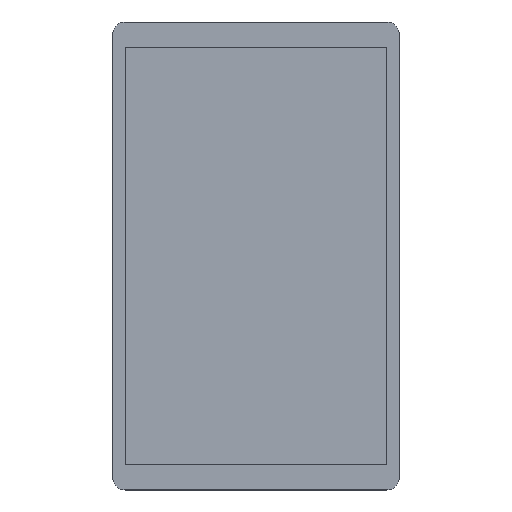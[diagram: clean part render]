
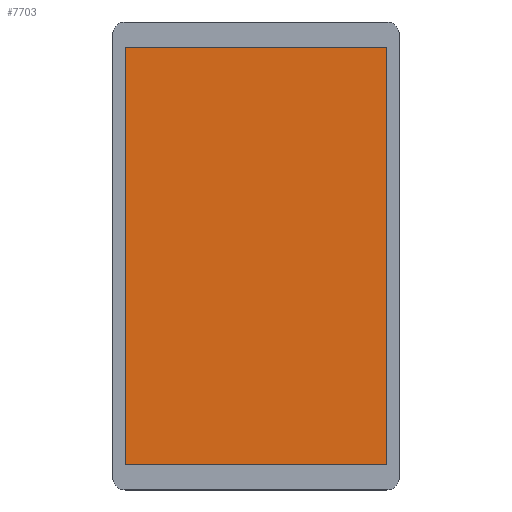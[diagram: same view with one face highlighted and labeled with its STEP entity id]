
A CAD part, top view. The second image highlights one B-rep face of the part: STEP entity #7703.
In plain terms, the highlighted planar face has unit normal (0, 0, 1).
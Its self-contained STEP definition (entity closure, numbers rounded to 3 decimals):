
#4546=DIRECTION('',(0.,-1.,0.));
#4547=VECTOR('',#4546,151.8);
#4548=CARTESIAN_POINT('',(47.55,75.9,4.57));
#4549=LINE('',#4548,#4547);
#4560=DIRECTION('',(-1.,0.,0.));
#4561=VECTOR('',#4560,95.1);
#4562=CARTESIAN_POINT('',(47.55,-75.9,4.57));
#4563=LINE('',#4562,#4561);
#4574=DIRECTION('',(0.,1.,0.));
#4575=VECTOR('',#4574,151.8);
#4576=CARTESIAN_POINT('',(-47.55,-75.9,4.57));
#4577=LINE('',#4576,#4575);
#4588=DIRECTION('',(1.,0.,0.));
#4589=VECTOR('',#4588,95.1);
#4590=CARTESIAN_POINT('',(-47.55,75.9,4.57));
#4591=LINE('',#4590,#4589);
#5114=CARTESIAN_POINT('',(47.55,75.9,4.57));
#5115=CARTESIAN_POINT('',(47.55,-75.9,4.57));
#5116=VERTEX_POINT('',#5114);
#5117=VERTEX_POINT('',#5115);
#5118=CARTESIAN_POINT('',(-47.55,-75.9,4.57));
#5119=VERTEX_POINT('',#5118);
#5120=CARTESIAN_POINT('',(-47.55,75.9,4.57));
#5121=VERTEX_POINT('',#5120);
#7689=CARTESIAN_POINT('',(0.,0.,4.57));
#7690=DIRECTION('',(0.,0.,-1.));
#7691=DIRECTION('',(-1.,0.,0.));
#7692=AXIS2_PLACEMENT_3D('',#7689,#7690,#7691);
#7693=PLANE('',#7692);
#7694=ORIENTED_EDGE('',*,*,#7679,.T.);
#7696=ORIENTED_EDGE('',*,*,#7695,.T.);
#7698=ORIENTED_EDGE('',*,*,#7697,.T.);
#7700=ORIENTED_EDGE('',*,*,#7699,.T.);
#7701=EDGE_LOOP('',(#7694,#7696,#7698,#7700));
#7702=FACE_OUTER_BOUND('',#7701,.F.);
#7703=ADVANCED_FACE('',(#7702),#7693,.F.);
#7679=EDGE_CURVE('',#5116,#5117,#4549,.T.);
#7695=EDGE_CURVE('',#5117,#5119,#4563,.T.);
#7697=EDGE_CURVE('',#5119,#5121,#4577,.T.);
#7699=EDGE_CURVE('',#5121,#5116,#4591,.T.);
